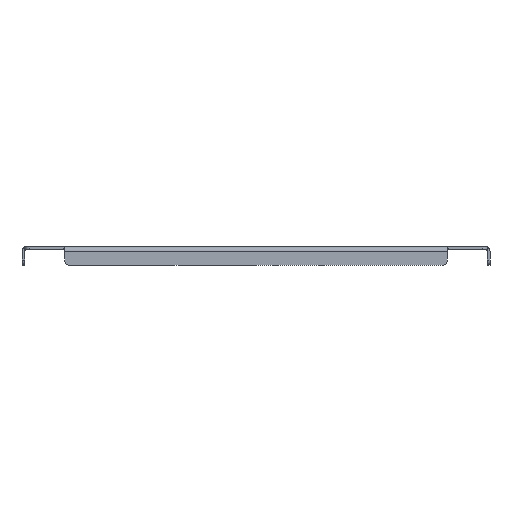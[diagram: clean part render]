
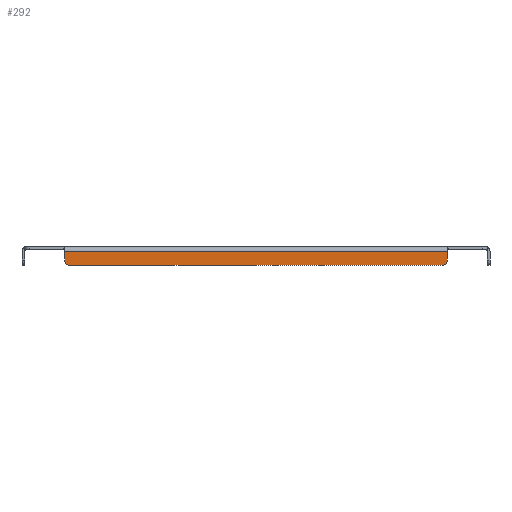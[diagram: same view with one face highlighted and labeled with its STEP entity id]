
A CAD part, left-side view. The second image highlights one B-rep face of the part: STEP entity #292.
In plain terms, the highlighted planar face has unit normal (-1, 0, 0).
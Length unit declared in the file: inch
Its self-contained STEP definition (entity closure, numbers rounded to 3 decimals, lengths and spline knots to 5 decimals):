
#40 = DIRECTION ( 'NONE',  ( 0., -1., 0. ) ) ;
#76 = CIRCLE ( 'NONE', #1193, 0.25 ) ;
#117 = ORIENTED_EDGE ( 'NONE', *, *, #552, .F. ) ;
#292 = ADVANCED_FACE ( 'NONE', ( #1764 ), #2547, .T. ) ;
#293 = CARTESIAN_POINT ( 'NONE',  ( -20.46875, 10.84375, -0.875 ) ) ;
#337 = CARTESIAN_POINT ( 'NONE',  ( -20.46875, -8.96875, -0.237 ) ) ;
#422 = VERTEX_POINT ( 'NONE', #337 ) ;
#442 = EDGE_CURVE ( 'NONE', #2314, #923, #865, .T. ) ;
#487 = DIRECTION ( 'NONE',  ( -1., 0., 0. ) ) ;
#552 = EDGE_CURVE ( 'NONE', #3083, #422, #1192, .T. ) ;
#563 = LINE ( 'NONE', #2329, #1524 ) ;
#571 = DIRECTION ( 'NONE',  ( 0., 0., 1. ) ) ;
#598 = VECTOR ( 'NONE', #2167, 39.37008 ) ;
#604 = EDGE_CURVE ( 'NONE', #2448, #3114, #76, .T. ) ;
#662 = CARTESIAN_POINT ( 'NONE',  ( -20.46875, -8.96875, 0. ) ) ;
#759 = CARTESIAN_POINT ( 'NONE',  ( -20.46875, 10.84375, 0. ) ) ;
#764 = CARTESIAN_POINT ( 'NONE',  ( -20.46875, 8.96875, -0.237 ) ) ;
#791 = CARTESIAN_POINT ( 'NONE',  ( -20.46875, -8.71875, -0.625 ) ) ;
#829 = CARTESIAN_POINT ( 'NONE',  ( -20.46875, 8.71875, -0.625 ) ) ;
#865 = CIRCLE ( 'NONE', #3296, 0.25 ) ;
#923 = VERTEX_POINT ( 'NONE', #2518 ) ;
#959 = ORIENTED_EDGE ( 'NONE', *, *, #1359, .T. ) ;
#1047 = EDGE_CURVE ( 'NONE', #3114, #422, #2220, .T. ) ;
#1192 = LINE ( 'NONE', #1956, #2539 ) ;
#1193 = AXIS2_PLACEMENT_3D ( 'NONE', #791, #2011, #1516 ) ;
#1238 = CARTESIAN_POINT ( 'NONE',  ( -20.46875, 8.96875, -0.625 ) ) ;
#1309 = CARTESIAN_POINT ( 'NONE',  ( -20.46875, -8.71875, -0.875 ) ) ;
#1359 = EDGE_CURVE ( 'NONE', #3083, #2314, #563, .T. ) ;
#1479 = DIRECTION ( 'NONE',  ( 0., -1., 0. ) ) ;
#1516 = DIRECTION ( 'NONE',  ( 0., 0., 1. ) ) ;
#1524 = VECTOR ( 'NONE', #1527, 39.37008 ) ;
#1527 = DIRECTION ( 'NONE',  ( 0., 0., -1. ) ) ;
#1572 = AXIS2_PLACEMENT_3D ( 'NONE', #759, #487, #1800 ) ;
#1764 = FACE_OUTER_BOUND ( 'NONE', #3224, .T. ) ;
#1800 = DIRECTION ( 'NONE',  ( 0., 0., 1. ) ) ;
#1851 = ORIENTED_EDGE ( 'NONE', *, *, #604, .T. ) ;
#1956 = CARTESIAN_POINT ( 'NONE',  ( -20.46875, -8.96875, -0.237 ) ) ;
#1979 = VECTOR ( 'NONE', #40, 39.37008 ) ;
#2011 = DIRECTION ( 'NONE',  ( -1., 0., 0. ) ) ;
#2074 = EDGE_CURVE ( 'NONE', #923, #2448, #2271, .T. ) ;
#2113 = ORIENTED_EDGE ( 'NONE', *, *, #2074, .T. ) ;
#2167 = DIRECTION ( 'NONE',  ( 0., 0., 1. ) ) ;
#2220 = LINE ( 'NONE', #662, #598 ) ;
#2271 = LINE ( 'NONE', #293, #1979 ) ;
#2299 = ORIENTED_EDGE ( 'NONE', *, *, #1047, .T. ) ;
#2311 = ORIENTED_EDGE ( 'NONE', *, *, #442, .T. ) ;
#2314 = VERTEX_POINT ( 'NONE', #1238 ) ;
#2329 = CARTESIAN_POINT ( 'NONE',  ( -20.46875, 8.96875, 0. ) ) ;
#2448 = VERTEX_POINT ( 'NONE', #1309 ) ;
#2518 = CARTESIAN_POINT ( 'NONE',  ( -20.46875, 8.71875, -0.875 ) ) ;
#2539 = VECTOR ( 'NONE', #1479, 39.37008 ) ;
#2547 = PLANE ( 'NONE',  #1572 ) ;
#3083 = VERTEX_POINT ( 'NONE', #764 ) ;
#3109 = CARTESIAN_POINT ( 'NONE',  ( -20.46875, -8.96875, -0.625 ) ) ;
#3114 = VERTEX_POINT ( 'NONE', #3109 ) ;
#3156 = DIRECTION ( 'NONE',  ( -1., 0., 0. ) ) ;
#3224 = EDGE_LOOP ( 'NONE', ( #959, #2311, #2113, #1851, #2299, #117 ) ) ;
#3296 = AXIS2_PLACEMENT_3D ( 'NONE', #829, #3156, #571 ) ;
